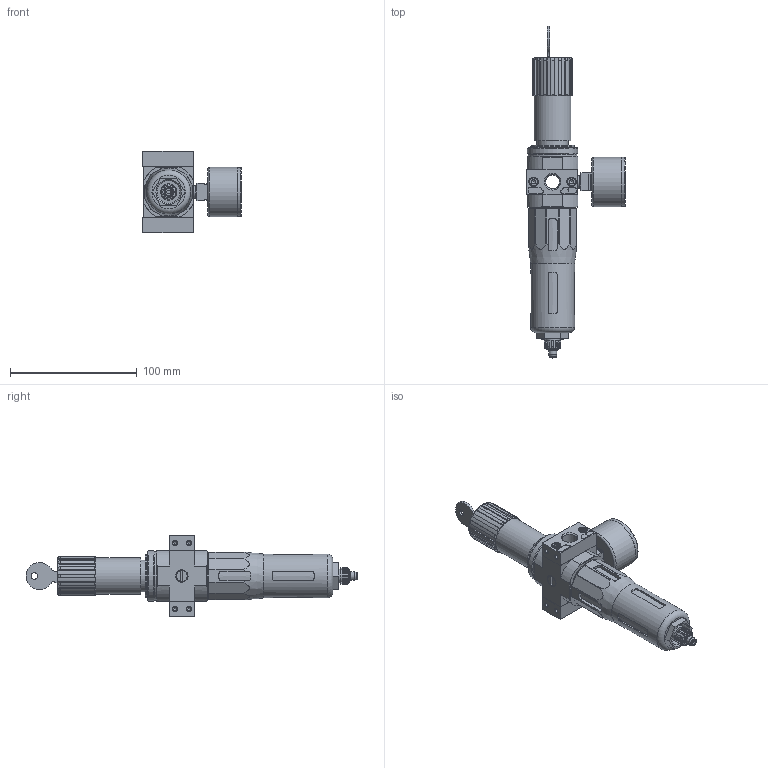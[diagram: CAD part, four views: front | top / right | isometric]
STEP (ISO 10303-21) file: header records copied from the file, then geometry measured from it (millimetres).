
FILE_DESCRIPTION(/* description */ ('STEP AP214'),/* implementation_level */ '2;1');
FILE_NAME(/* name */ '194716_LFRS-1_4-D-5M-MINI',/* time_stamp */ '2024-09-04T17:48:30+02:00',/* author */ ('License CC BY-ND 4.0'),/* organization */ ('CADENAS'),/* preprocessor_version */ 'ST-DEVELOPER v19.3',/* originating_system */ 'PARTsolutions',/* authorisation */ ' ');
FILE_SCHEMA (('AUTOMOTIVE_DESIGN {1 0 10303 214 3 1 1}'));
Length unit declared in the file: millimetre
Products named in the file (9): 194716 LFRS-1/4-D-5M-MINI; 646273 LFRS-D-5M-MINI; 380291 PBL-1/4-D-MINI-R---(0) p1; DIN-912 - M4x16(F); 380289 PBL-1/4-D-MINI-L---(1) p1; 8003637 PAGN-40-16-G18; 398011 LRVS-D-MINI; 373845 LR-MINI; 648415 LF
Assembly tree (11 placements, depth 2):
  194716 LFRS-1/4-D-5M-MINI
    646273 LFRS-D-5M-MINI
    380291 PBL-1/4-D-MINI-R---(0) p1
    DIN-912 - M4x16(F)  x4
    380289 PBL-1/4-D-MINI-L---(1) p1
    8003637 PAGN-40-16-G18
    398011 LRVS-D-MINI
    373845 LR-MINI
    648415 LF
Bounding box: 77.75 x 262 x 64 mm (x, y, z)
Volume: 261440.7 mm3; surface area: 54492.5 mm2
Topology: 11 solids, 11 shells, 623 faces, 1525 edges, 970 vertices
Faces by surface type: plane 311, cylinder 185, cone 99, torus 28
Full cylindrical faces by diameter (mm): 3 x1, 3.242 x8, 4 x4, 4.3 x1, 5.1 x1, 5.6 x1, 5.8 x1, 6.2 x1, 6.4 x1, 6.8 x1, 6.9 x1, 7 x4, 7.1 x1, 8.2 x1, 8.4 x1, 8.566 x2, 9 x1, 9.728 x2, 11 x1, 11.2 x1, 11.445 x2, 12.2 x1, 12.6 x1, 15.8 x1, 15.9 x1, 18 x1, 18.7 x1, 24.9 x1, 26 x1, 29 x1
Entity records: 18162 total; most frequent: CARTESIAN_POINT 3427, DIRECTION 2599, ORIENTED_EDGE 2468, EDGE_CURVE 1234, AXIS2_PLACEMENT_3D 1006, VERTEX_POINT 878, FACE_BOUND 730, EDGE_LOOP 721
